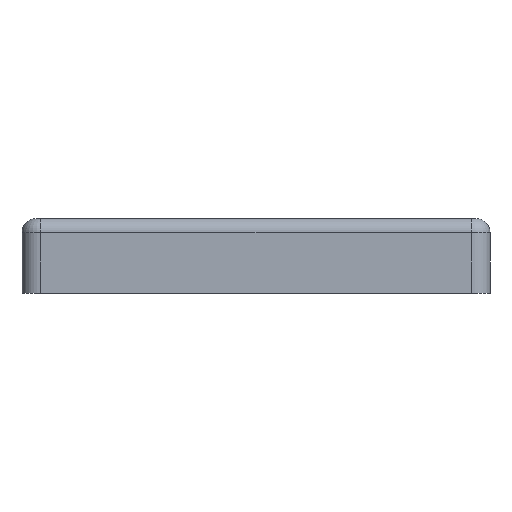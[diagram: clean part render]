
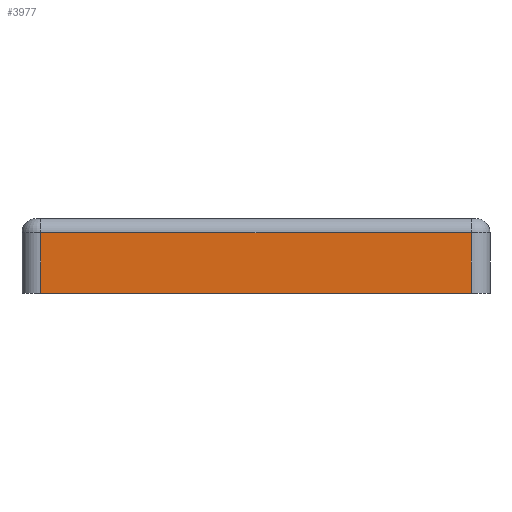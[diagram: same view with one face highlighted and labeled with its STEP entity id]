
A CAD part, left-side view. The second image highlights one B-rep face of the part: STEP entity #3977.
In plain terms, the highlighted planar face has unit normal (-1, 0, 0).
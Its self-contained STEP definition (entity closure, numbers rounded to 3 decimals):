
#53 = VERTEX_POINT ( 'NONE', #1827 ) ;
#160 = ORIENTED_EDGE ( 'NONE', *, *, #2569, .T. ) ;
#1016 = LINE ( 'NONE', #2870, #1088 ) ;
#1088 = VECTOR ( 'NONE', #4111, 1000. ) ;
#1101 = VECTOR ( 'NONE', #1983, 1000. ) ;
#1112 = EDGE_CURVE ( 'NONE', #2693, #1984, #1585, .T. ) ;
#1418 = CARTESIAN_POINT ( 'NONE',  ( -50., -46., 13. ) ) ;
#1466 = VECTOR ( 'NONE', #4477, 1000. ) ;
#1585 = LINE ( 'NONE', #4488, #1466 ) ;
#1610 = LINE ( 'NONE', #3500, #2649 ) ;
#1827 = CARTESIAN_POINT ( 'NONE',  ( -50., 46., 13. ) ) ;
#1961 = ORIENTED_EDGE ( 'NONE', *, *, #4130, .T. ) ;
#1978 = CARTESIAN_POINT ( 'NONE',  ( -50., 46., 13. ) ) ;
#1983 = DIRECTION ( 'NONE',  ( 0., 1., 0. ) ) ;
#1984 = VERTEX_POINT ( 'NONE', #1418 ) ;
#2116 = CARTESIAN_POINT ( 'NONE',  ( -50., -46., 0. ) ) ;
#2360 = DIRECTION ( 'NONE',  ( 0., 1., 0. ) ) ;
#2364 = DIRECTION ( 'NONE',  ( 1., 0., 0. ) ) ;
#2388 = CARTESIAN_POINT ( 'NONE',  ( -50., 50., 16. ) ) ;
#2399 = PLANE ( 'NONE',  #3338 ) ;
#2508 = CARTESIAN_POINT ( 'NONE',  ( -50., 46., 0. ) ) ;
#2569 = EDGE_CURVE ( 'NONE', #3921, #2693, #1016, .T. ) ;
#2649 = VECTOR ( 'NONE', #3475, 1000. ) ;
#2693 = VERTEX_POINT ( 'NONE', #2116 ) ;
#2870 = CARTESIAN_POINT ( 'NONE',  ( -50., 50., 0. ) ) ;
#3178 = ORIENTED_EDGE ( 'NONE', *, *, #1112, .T. ) ;
#3225 = ORIENTED_EDGE ( 'NONE', *, *, #3585, .T. ) ;
#3338 = AXIS2_PLACEMENT_3D ( 'NONE', #2388, #2364, #2360 ) ;
#3475 = DIRECTION ( 'NONE',  ( 0., 0., -1. ) ) ;
#3500 = CARTESIAN_POINT ( 'NONE',  ( -50., 46., 16. ) ) ;
#3585 = EDGE_CURVE ( 'NONE', #53, #3921, #1610, .T. ) ;
#3610 = EDGE_LOOP ( 'NONE', ( #3178, #1961, #3225, #160 ) ) ;
#3921 = VERTEX_POINT ( 'NONE', #2508 ) ;
#3977 = ADVANCED_FACE ( 'NONE', ( #4735 ), #2399, .F. ) ;
#4111 = DIRECTION ( 'NONE',  ( 0., -1., 0. ) ) ;
#4130 = EDGE_CURVE ( 'NONE', #1984, #53, #4395, .T. ) ;
#4395 = LINE ( 'NONE', #1978, #1101 ) ;
#4477 = DIRECTION ( 'NONE',  ( 0., 0., 1. ) ) ;
#4488 = CARTESIAN_POINT ( 'NONE',  ( -50., -46., 16. ) ) ;
#4735 = FACE_OUTER_BOUND ( 'NONE', #3610, .T. ) ;
